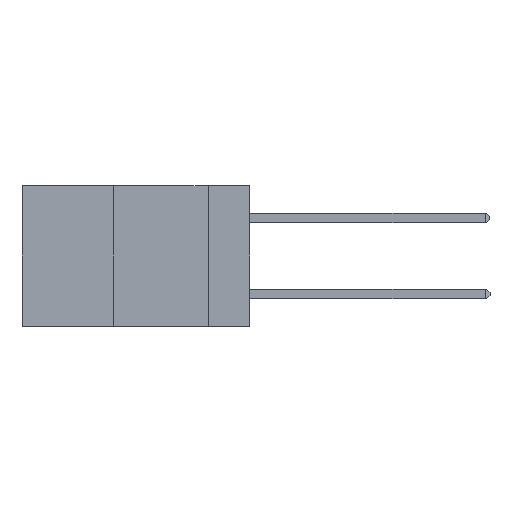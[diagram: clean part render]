
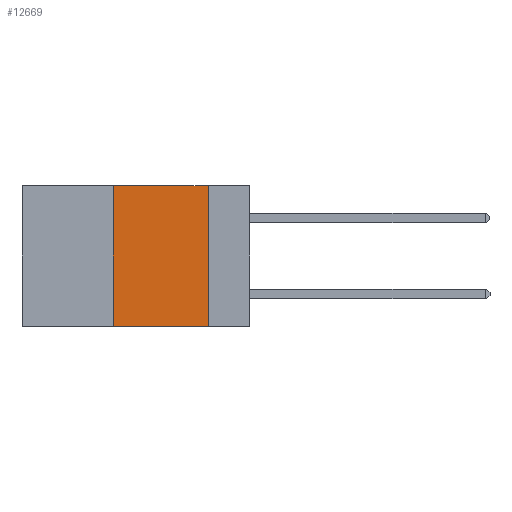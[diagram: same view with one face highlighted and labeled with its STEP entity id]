
A CAD part, left-side view. The second image highlights one B-rep face of the part: STEP entity #12669.
In plain terms, the highlighted planar face has unit normal (-1, 0, 0).
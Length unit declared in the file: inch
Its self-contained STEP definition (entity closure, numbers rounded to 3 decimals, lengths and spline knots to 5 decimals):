
#1302 = CARTESIAN_POINT ( 'NONE',  ( 0., 0.11, 0. ) ) ;
#1356 = VECTOR ( 'NONE', #13328, 39.37008 ) ;
#1464 = VERTEX_POINT ( 'NONE', #7526 ) ;
#2543 = PLANE ( 'NONE',  #5928 ) ;
#3067 = EDGE_CURVE ( 'NONE', #3485, #1464, #10327, .T. ) ;
#3299 = ORIENTED_EDGE ( 'NONE', *, *, #8367, .F. ) ;
#3485 = VERTEX_POINT ( 'NONE', #6256 ) ;
#3630 = LINE ( 'NONE', #11184, #12261 ) ;
#3769 = DIRECTION ( 'NONE',  ( 1., 0., 0. ) ) ;
#3910 = EDGE_CURVE ( 'NONE', #5708, #5509, #3630, .T. ) ;
#4082 = CARTESIAN_POINT ( 'NONE',  ( 0., 0.11, -0.37 ) ) ;
#4733 = DIRECTION ( 'NONE',  ( 0., -1., 0. ) ) ;
#5253 = CARTESIAN_POINT ( 'NONE',  ( 0., 0.36, 0. ) ) ;
#5457 = EDGE_LOOP ( 'NONE', ( #14004, #12014, #3299, #10909 ) ) ;
#5509 = VERTEX_POINT ( 'NONE', #4082 ) ;
#5708 = VERTEX_POINT ( 'NONE', #9863 ) ;
#5928 = AXIS2_PLACEMENT_3D ( 'NONE', #13410, #3769, #11366 ) ;
#6256 = CARTESIAN_POINT ( 'NONE',  ( 0., 0.36, 0. ) ) ;
#6716 = CARTESIAN_POINT ( 'NONE',  ( 0., 0.6, 0. ) ) ;
#7401 = FACE_OUTER_BOUND ( 'NONE', #5457, .T. ) ;
#7429 = LINE ( 'NONE', #1302, #1356 ) ;
#7526 = CARTESIAN_POINT ( 'NONE',  ( 0., 0.11, 0. ) ) ;
#7731 = VECTOR ( 'NONE', #10660, 39.37008 ) ;
#8367 = EDGE_CURVE ( 'NONE', #5708, #3485, #10865, .T. ) ;
#9863 = CARTESIAN_POINT ( 'NONE',  ( 0., 0.36, -0.37 ) ) ;
#10327 = LINE ( 'NONE', #6716, #12772 ) ;
#10660 = DIRECTION ( 'NONE',  ( 0., 0., 1. ) ) ;
#10865 = LINE ( 'NONE', #5253, #7731 ) ;
#10909 = ORIENTED_EDGE ( 'NONE', *, *, #3910, .T. ) ;
#11184 = CARTESIAN_POINT ( 'NONE',  ( 0., 0.6, -0.37 ) ) ;
#11366 = DIRECTION ( 'NONE',  ( 0., 0., -1. ) ) ;
#11873 = EDGE_CURVE ( 'NONE', #1464, #5509, #7429, .T. ) ;
#11988 = DIRECTION ( 'NONE',  ( 0., -1., 0. ) ) ;
#12014 = ORIENTED_EDGE ( 'NONE', *, *, #3067, .F. ) ;
#12261 = VECTOR ( 'NONE', #4733, 39.37008 ) ;
#12669 = ADVANCED_FACE ( 'NONE', ( #7401 ), #2543, .F. ) ;
#12772 = VECTOR ( 'NONE', #11988, 39.37008 ) ;
#13328 = DIRECTION ( 'NONE',  ( 0., 0., -1. ) ) ;
#13410 = CARTESIAN_POINT ( 'NONE',  ( 0., 0.6, 0. ) ) ;
#14004 = ORIENTED_EDGE ( 'NONE', *, *, #11873, .F. ) ;
